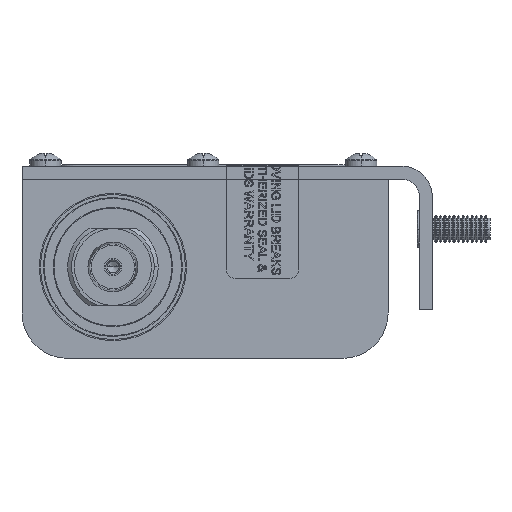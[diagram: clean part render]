
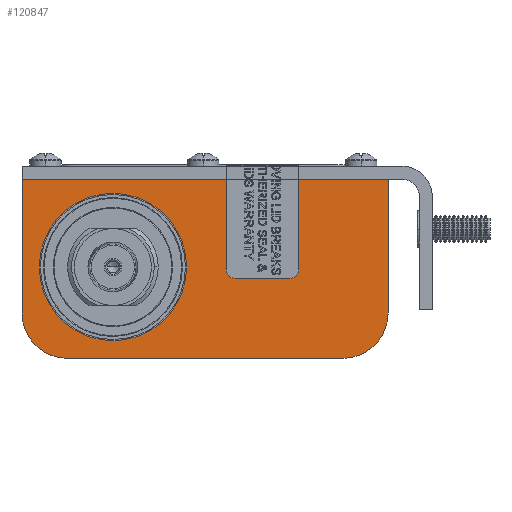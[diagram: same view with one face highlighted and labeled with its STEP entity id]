
A CAD part, left-side view. The second image highlights one B-rep face of the part: STEP entity #120847.
In plain terms, the highlighted face is planar.
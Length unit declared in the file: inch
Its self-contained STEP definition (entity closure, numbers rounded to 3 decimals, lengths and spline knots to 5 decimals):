
#206 = CIRCLE ( 'NONE', #90144, 0.313 ) ;
#3715 = AXIS2_PLACEMENT_3D ( 'NONE', #86901, #98460, #59980 ) ;
#5552 = VECTOR ( 'NONE', #44072, 39.37008 ) ;
#6877 = VECTOR ( 'NONE', #85214, 39.37008 ) ;
#7588 = DIRECTION ( 'NONE',  ( 1., 0., 0. ) ) ;
#15049 = DIRECTION ( 'NONE',  ( 0., 0., -1. ) ) ;
#15405 = LINE ( 'NONE', #92924, #6877 ) ;
#24053 = LINE ( 'NONE', #102253, #103587 ) ;
#26013 = EDGE_CURVE ( 'NONE', #116467, #109584, #206, .T. ) ;
#28392 = AXIS2_PLACEMENT_3D ( 'NONE', #96049, #37758, #55741 ) ;
#32723 = CARTESIAN_POINT ( 'NONE',  ( -0.6355, -0.4955, 0.834 ) ) ;
#34310 = ORIENTED_EDGE ( 'NONE', *, *, #79714, .F. ) ;
#34523 = VERTEX_POINT ( 'NONE', #32723 ) ;
#37313 = EDGE_CURVE ( 'NONE', #64267, #94852, #79519, .T. ) ;
#37758 = DIRECTION ( 'NONE',  ( 0., 0., 1. ) ) ;
#39626 = VERTEX_POINT ( 'NONE', #64064 ) ;
#42270 = ORIENTED_EDGE ( 'NONE', *, *, #68678, .T. ) ;
#43756 = CARTESIAN_POINT ( 'NONE',  ( -0.9495, -0.6175, 0.834 ) ) ;
#44072 = DIRECTION ( 'NONE',  ( 0., 1., 0. ) ) ;
#46499 = FACE_OUTER_BOUND ( 'NONE', #67749, .T. ) ;
#51058 = VECTOR ( 'NONE', #52636, 39.37008 ) ;
#52636 = DIRECTION ( 'NONE',  ( 1., 0., 0. ) ) ;
#52905 = CARTESIAN_POINT ( 'NONE',  ( 0.9495, -0.6175, 0.834 ) ) ;
#54235 = VERTEX_POINT ( 'NONE', #66879 ) ;
#54841 = DIRECTION ( 'NONE',  ( 0., -1., 0. ) ) ;
#55741 = DIRECTION ( 'NONE',  ( -1., 0., 0. ) ) ;
#56316 = CARTESIAN_POINT ( 'NONE',  ( 0.9495, -0.3045, 0.834 ) ) ;
#56597 = EDGE_CURVE ( 'NONE', #109584, #54235, #64505, .T. ) ;
#56708 = FACE_BOUND ( 'NONE', #93501, .T. ) ;
#57503 = CARTESIAN_POINT ( 'NONE',  ( -0.6355, 0.0125, 0.834 ) ) ;
#59859 = EDGE_CURVE ( 'NONE', #39626, #64267, #24053, .T. ) ;
#59980 = DIRECTION ( 'NONE',  ( 0., -1., 0. ) ) ;
#63459 = LINE ( 'NONE', #102574, #51058 ) ;
#64064 = CARTESIAN_POINT ( 'NONE',  ( -1.2625, 0.6175, 0.834 ) ) ;
#64267 = VERTEX_POINT ( 'NONE', #66792 ) ;
#64505 = LINE ( 'NONE', #85608, #5552 ) ;
#66269 = PLANE ( 'NONE',  #111815 ) ;
#66435 = DIRECTION ( 'NONE',  ( 0., 0., 1. ) ) ;
#66792 = CARTESIAN_POINT ( 'NONE',  ( -1.2625, -0.3045, 0.834 ) ) ;
#66879 = CARTESIAN_POINT ( 'NONE',  ( 1.2625, 0.6175, 0.834 ) ) ;
#67749 = EDGE_LOOP ( 'NONE', ( #81246, #42270, #115482, #80667, #112954, #114992 ) ) ;
#68678 = EDGE_CURVE ( 'NONE', #54235, #39626, #15405, .T. ) ;
#72896 = CIRCLE ( 'NONE', #105688, 0.508 ) ;
#73336 = CARTESIAN_POINT ( 'NONE',  ( 1.2625, -0.3045, 0.834 ) ) ;
#77893 = VERTEX_POINT ( 'NONE', #80268 ) ;
#79519 = CIRCLE ( 'NONE', #28392, 0.313 ) ;
#79714 = EDGE_CURVE ( 'NONE', #77893, #34523, #72896, .T. ) ;
#80268 = CARTESIAN_POINT ( 'NONE',  ( -0.6355, 0.5205, 0.834 ) ) ;
#80667 = ORIENTED_EDGE ( 'NONE', *, *, #37313, .T. ) ;
#81246 = ORIENTED_EDGE ( 'NONE', *, *, #56597, .T. ) ;
#85214 = DIRECTION ( 'NONE',  ( -1., 0., 0. ) ) ;
#85608 = CARTESIAN_POINT ( 'NONE',  ( 1.2625, -0.3045, 0.834 ) ) ;
#86901 = CARTESIAN_POINT ( 'NONE',  ( -0.6355, 0.0125, 0.834 ) ) ;
#90144 = AXIS2_PLACEMENT_3D ( 'NONE', #56316, #113968, #7588 ) ;
#92924 = CARTESIAN_POINT ( 'NONE',  ( -1.2625, 0.6175, 0.834 ) ) ;
#93501 = EDGE_LOOP ( 'NONE', ( #117043, #34310 ) ) ;
#93840 = CARTESIAN_POINT ( 'NONE',  ( -0.9495, -0.3045, 0.834 ) ) ;
#94852 = VERTEX_POINT ( 'NONE', #43756 ) ;
#95758 = DIRECTION ( 'NONE',  ( -1., 0., 0. ) ) ;
#96049 = CARTESIAN_POINT ( 'NONE',  ( -0.9495, -0.3045, 0.834 ) ) ;
#98460 = DIRECTION ( 'NONE',  ( 0., 0., 1. ) ) ;
#102253 = CARTESIAN_POINT ( 'NONE',  ( -1.2625, -0.3045, 0.834 ) ) ;
#102574 = CARTESIAN_POINT ( 'NONE',  ( -0.9495, -0.6175, 0.834 ) ) ;
#102614 = EDGE_CURVE ( 'NONE', #94852, #116467, #63459, .T. ) ;
#103587 = VECTOR ( 'NONE', #54841, 39.37008 ) ;
#105688 = AXIS2_PLACEMENT_3D ( 'NONE', #57503, #66435, #106831 ) ;
#106831 = DIRECTION ( 'NONE',  ( 0., -1., 0. ) ) ;
#109584 = VERTEX_POINT ( 'NONE', #73336 ) ;
#111815 = AXIS2_PLACEMENT_3D ( 'NONE', #93840, #15049, #95758 ) ;
#112954 = ORIENTED_EDGE ( 'NONE', *, *, #102614, .T. ) ;
#113154 = EDGE_CURVE ( 'NONE', #34523, #77893, #118331, .T. ) ;
#113968 = DIRECTION ( 'NONE',  ( 0., 0., 1. ) ) ;
#114992 = ORIENTED_EDGE ( 'NONE', *, *, #26013, .T. ) ;
#115482 = ORIENTED_EDGE ( 'NONE', *, *, #59859, .T. ) ;
#116467 = VERTEX_POINT ( 'NONE', #52905 ) ;
#117043 = ORIENTED_EDGE ( 'NONE', *, *, #113154, .F. ) ;
#118331 = CIRCLE ( 'NONE', #3715, 0.508 ) ;
#120847 = ADVANCED_FACE ( 'NONE', ( #56708, #46499 ), #66269, .F. ) ;
